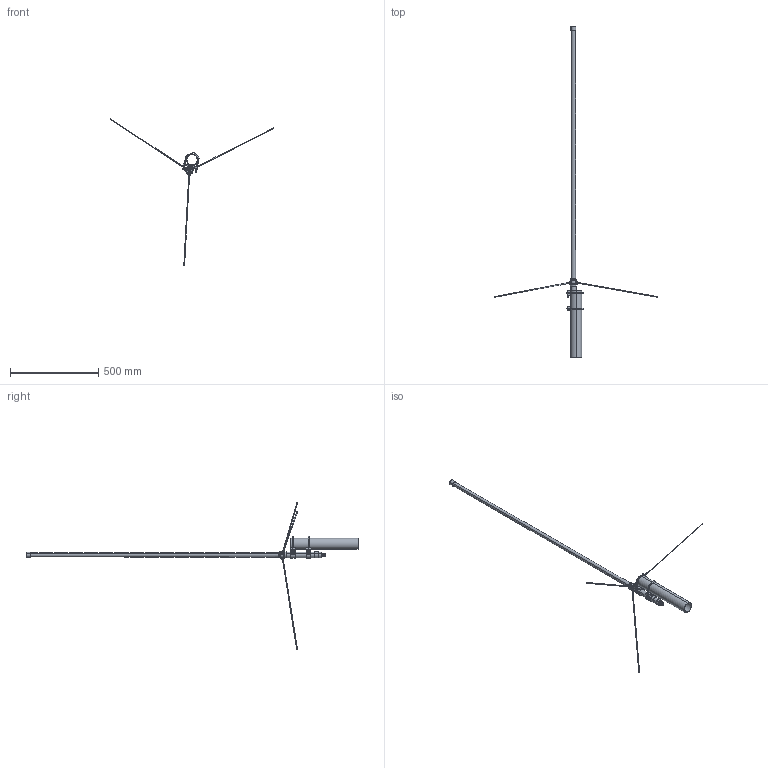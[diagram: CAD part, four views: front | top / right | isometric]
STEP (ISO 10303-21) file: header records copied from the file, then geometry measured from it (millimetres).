
FILE_DESCRIPTION (( 'STEP AP214' ), '1' );
FILE_NAME ('PEANOM1050_3D.STEP', '2022-05-05T19:33:55', ( '' ), ( '' ), 'SwSTEP 2.0', 'SolidWorks 2021', '' );
FILE_SCHEMA (( 'AUTOMOTIVE_DESIGN' ));
Length unit declared in the file: inch
Products named in the file (11): ANF-1406; ANF-1406_BODY; ANF-1406_CENTERPIN; PEANOM1050_3D; SP0100533_M6 LockWasher; SP0100533_M6 FlatWasher; BC100_PIPE; BC100_MOUNT; LCANOM1050; BC100_BOLT; NHM6.SS-1_91828A251
Assembly tree (21 placements, depth 3):
  PEANOM1050_3D
    BC100_PIPE
    BC100_BOLT  x2
    BC100_MOUNT  x2
    LCANOM1050
    SP0100533_M6 LockWasher  x4
    SP0100533_M6 FlatWasher  x4
    NHM6.SS-1_91828A251  x4
    ANF-1406
      ANF-1406_BODY
      ANF-1406_CENTERPIN
Bounding box: 926.52 x 1881 x 828.29 mm (x, y, z)
Volume: 1171985.4 mm3; surface area: 354429.5 mm2
Topology: 20 solids, 21 shells, 1194 faces, 3264 edges, 2127 vertices
Faces by surface type: cylinder 794, plane 160, cone 144, bspline 80, torus 16
Entity records: 38539 total; most frequent: CARTESIAN_POINT 23303, ORIENTED_EDGE 3266, DIRECTION 2420, EDGE_CURVE 1633, VERTEX_POINT 1061, AXIS2_PLACEMENT_3D 939, EDGE_LOOP 648, FACE_OUTER_BOUND 611
